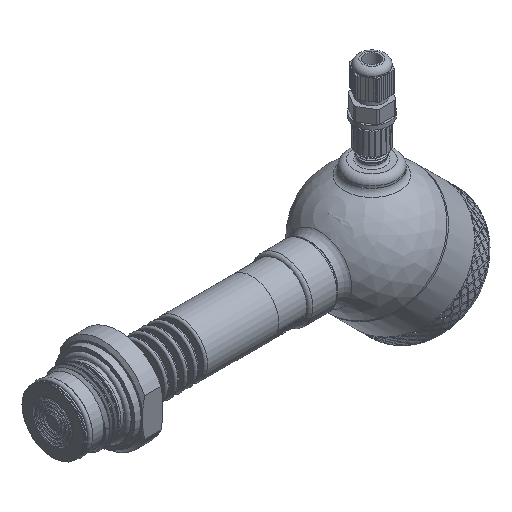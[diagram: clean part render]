
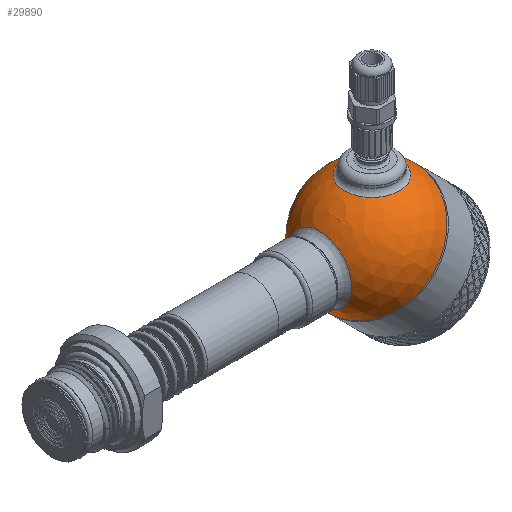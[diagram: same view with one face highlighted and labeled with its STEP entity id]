
A CAD part, isometric view. The second image highlights one B-rep face of the part: STEP entity #29890.
In plain terms, the highlighted spherical face has radius 30 mm.
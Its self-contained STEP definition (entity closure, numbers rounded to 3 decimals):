
#43=SPHERICAL_SURFACE('',#31149,30.);
#457=FACE_BOUND('',#10247,.T.);
#458=FACE_BOUND('',#10248,.T.);
#8212=FACE_OUTER_BOUND('',#10246,.T.);
#10246=EDGE_LOOP('',(#26123,#26124,#26125,#26126));
#10247=EDGE_LOOP('',(#26127));
#10248=EDGE_LOOP('',(#26128));
#10966=CIRCLE('',#31146,15.643);
#10969=CIRCLE('',#31150,30.);
#10970=CIRCLE('',#31151,30.);
#10971=CIRCLE('',#31152,30.);
#10972=CIRCLE('',#31153,13.5);
#13743=VERTEX_POINT('',#66221);
#13745=VERTEX_POINT('',#66227);
#13746=VERTEX_POINT('',#66228);
#13747=VERTEX_POINT('',#66230);
#13748=VERTEX_POINT('',#66233);
#17971=EDGE_CURVE('',#13743,#13743,#10966,.T.);
#17974=EDGE_CURVE('',#13745,#13746,#10969,.T.);
#17975=EDGE_CURVE('',#13745,#13747,#10970,.T.);
#17976=EDGE_CURVE('',#13746,#13745,#10971,.T.);
#17977=EDGE_CURVE('',#13748,#13748,#10972,.T.);
#26123=ORIENTED_EDGE('',*,*,#17974,.F.);
#26124=ORIENTED_EDGE('',*,*,#17975,.T.);
#26125=ORIENTED_EDGE('',*,*,#17975,.F.);
#26126=ORIENTED_EDGE('',*,*,#17976,.F.);
#26127=ORIENTED_EDGE('',*,*,#17971,.F.);
#26128=ORIENTED_EDGE('',*,*,#17977,.F.);
#29890=ADVANCED_FACE('',(#8212,#457,#458),#43,.T.);
#31146=AXIS2_PLACEMENT_3D('',#66222,#34175,#34176);
#31149=AXIS2_PLACEMENT_3D('',#66226,#34181,#34182);
#31150=AXIS2_PLACEMENT_3D('',#66229,#34183,#34184);
#31151=AXIS2_PLACEMENT_3D('',#66231,#34185,#34186);
#31152=AXIS2_PLACEMENT_3D('',#66232,#34187,#34188);
#31153=AXIS2_PLACEMENT_3D('',#66234,#34189,#34190);
#34175=DIRECTION('center_axis',(-0.707,0.,0.707));
#34176=DIRECTION('ref_axis',(0.707,0.,0.707));
#34181=DIRECTION('center_axis',(1.,0.,0.));
#34182=DIRECTION('ref_axis',(0.,-1.,0.));
#34183=DIRECTION('center_axis',(1.,0.,0.));
#34184=DIRECTION('ref_axis',(0.,1.,0.));
#34185=DIRECTION('center_axis',(0.,0.,1.));
#34186=DIRECTION('ref_axis',(0.,1.,0.));
#34187=DIRECTION('center_axis',(1.,0.,0.));
#34188=DIRECTION('ref_axis',(0.,1.,0.));
#34189=DIRECTION('center_axis',(-0.707,0.,-0.707));
#34190=DIRECTION('ref_axis',(-0.707,0.,0.707));
#66221=CARTESIAN_POINT('',(-29.162,0.,7.04));
#66222=CARTESIAN_POINT('Origin',(-18.101,0.,18.101));
#66226=CARTESIAN_POINT('Origin',(0.,0.,0.));
#66227=CARTESIAN_POINT('',(0.,30.,0.));
#66228=CARTESIAN_POINT('',(0.,-30.,0.));
#66229=CARTESIAN_POINT('Origin',(0.,0.,0.));
#66230=CARTESIAN_POINT('',(-30.,0.,0.));
#66231=CARTESIAN_POINT('Origin',(0.,0.,0.));
#66232=CARTESIAN_POINT('Origin',(0.,0.,0.));
#66233=CARTESIAN_POINT('',(-9.398,0.,-28.49));
#66234=CARTESIAN_POINT('Origin',(-18.944,0.,-18.944));
